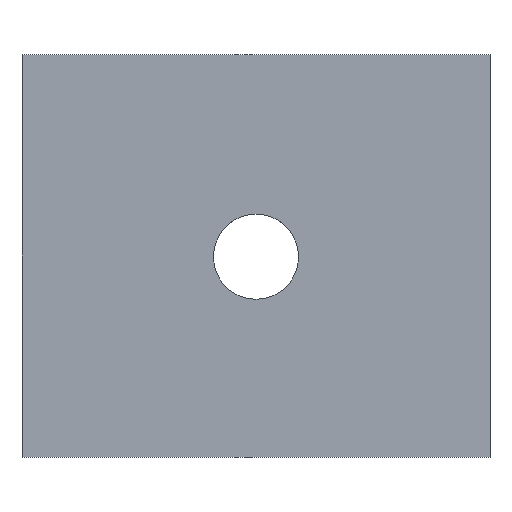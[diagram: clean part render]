
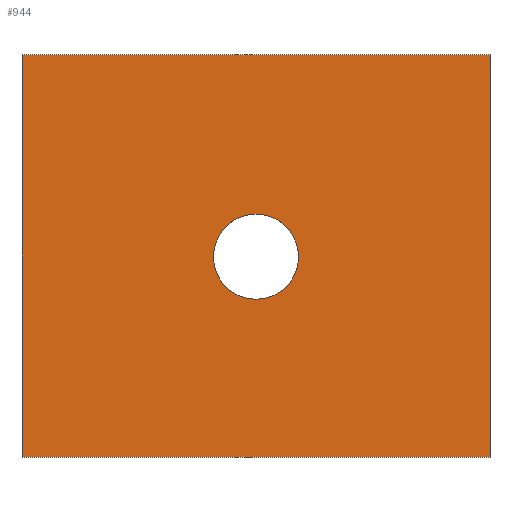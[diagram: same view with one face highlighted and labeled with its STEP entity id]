
A CAD part, top view. The second image highlights one B-rep face of the part: STEP entity #944.
In plain terms, the highlighted planar face has unit normal (0, 0, 1).
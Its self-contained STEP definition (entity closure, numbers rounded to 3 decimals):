
#19 = VERTEX_POINT ( 'NONE', #203 ) ;
#26 = LINE ( 'NONE', #188, #135 ) ;
#30 = PLANE ( 'NONE',  #785 ) ;
#69 = CARTESIAN_POINT ( 'NONE',  ( 22., -18.366, 0. ) ) ;
#126 = EDGE_LOOP ( 'NONE', ( #495, #1222, #293, #689 ) ) ;
#129 = DIRECTION ( 'NONE',  ( 0., 1., 0. ) ) ;
#130 = DIRECTION ( 'NONE',  ( 0., 0., 1. ) ) ;
#135 = VECTOR ( 'NONE', #1075, 1000. ) ;
#140 = CARTESIAN_POINT ( 'NONE',  ( -22., -18.366, 0. ) ) ;
#172 = FACE_BOUND ( 'NONE', #215, .T. ) ;
#188 = CARTESIAN_POINT ( 'NONE',  ( 22., 19.5, 0. ) ) ;
#197 = CARTESIAN_POINT ( 'NONE',  ( 22., 19.5, 0. ) ) ;
#203 = CARTESIAN_POINT ( 'NONE',  ( 4., 0.5, 0. ) ) ;
#215 = EDGE_LOOP ( 'NONE', ( #334, #622 ) ) ;
#239 = DIRECTION ( 'NONE',  ( 0., -1., 0. ) ) ;
#255 = VECTOR ( 'NONE', #129, 1000. ) ;
#293 = ORIENTED_EDGE ( 'NONE', *, *, #1301, .F. ) ;
#334 = ORIENTED_EDGE ( 'NONE', *, *, #417, .F. ) ;
#345 = EDGE_CURVE ( 'NONE', #896, #989, #1173, .T. ) ;
#417 = EDGE_CURVE ( 'NONE', #19, #780, #1095, .T. ) ;
#448 = AXIS2_PLACEMENT_3D ( 'NONE', #847, #1036, #841 ) ;
#495 = ORIENTED_EDGE ( 'NONE', *, *, #345, .F. ) ;
#522 = VERTEX_POINT ( 'NONE', #1077 ) ;
#534 = CARTESIAN_POINT ( 'NONE',  ( -22., 19.5, 0. ) ) ;
#587 = LINE ( 'NONE', #69, #618 ) ;
#613 = EDGE_CURVE ( 'NONE', #522, #896, #587, .T. ) ;
#618 = VECTOR ( 'NONE', #767, 1000. ) ;
#622 = ORIENTED_EDGE ( 'NONE', *, *, #832, .F. ) ;
#685 = VERTEX_POINT ( 'NONE', #197 ) ;
#689 = ORIENTED_EDGE ( 'NONE', *, *, #1135, .T. ) ;
#724 = CARTESIAN_POINT ( 'NONE',  ( -22., -18.366, 0. ) ) ;
#767 = DIRECTION ( 'NONE',  ( -1., 0., 0. ) ) ;
#780 = VERTEX_POINT ( 'NONE', #812 ) ;
#785 = AXIS2_PLACEMENT_3D ( 'NONE', #1133, #130, #239 ) ;
#807 = DIRECTION ( 'NONE',  ( 0., -1., 0. ) ) ;
#812 = CARTESIAN_POINT ( 'NONE',  ( -4., 0.5, 0. ) ) ;
#832 = EDGE_CURVE ( 'NONE', #780, #19, #1141, .T. ) ;
#841 = DIRECTION ( 'NONE',  ( 0., -1., 0. ) ) ;
#847 = CARTESIAN_POINT ( 'NONE',  ( 0., 0.5, 0. ) ) ;
#851 = LINE ( 'NONE', #980, #935 ) ;
#896 = VERTEX_POINT ( 'NONE', #140 ) ;
#935 = VECTOR ( 'NONE', #807, 1000. ) ;
#938 = FACE_OUTER_BOUND ( 'NONE', #126, .T. ) ;
#939 = CARTESIAN_POINT ( 'NONE',  ( 0., 0.5, 0. ) ) ;
#944 = ADVANCED_FACE ( 'NONE', ( #172, #938 ), #30, .T. ) ;
#980 = CARTESIAN_POINT ( 'NONE',  ( 22., 19.5, 0. ) ) ;
#989 = VERTEX_POINT ( 'NONE', #534 ) ;
#1036 = DIRECTION ( 'NONE',  ( 0., 0., 1. ) ) ;
#1075 = DIRECTION ( 'NONE',  ( -1., 0., 0. ) ) ;
#1077 = CARTESIAN_POINT ( 'NONE',  ( 22., -18.366, 0. ) ) ;
#1095 = CIRCLE ( 'NONE', #448, 4. ) ;
#1133 = CARTESIAN_POINT ( 'NONE',  ( 22., -18.366, 0. ) ) ;
#1135 = EDGE_CURVE ( 'NONE', #685, #989, #26, .T. ) ;
#1139 = DIRECTION ( 'NONE',  ( 0., -1., 0. ) ) ;
#1141 = CIRCLE ( 'NONE', #1259, 4. ) ;
#1173 = LINE ( 'NONE', #724, #255 ) ;
#1222 = ORIENTED_EDGE ( 'NONE', *, *, #613, .F. ) ;
#1225 = DIRECTION ( 'NONE',  ( 0., 0., 1. ) ) ;
#1259 = AXIS2_PLACEMENT_3D ( 'NONE', #939, #1225, #1139 ) ;
#1301 = EDGE_CURVE ( 'NONE', #685, #522, #851, .T. ) ;
